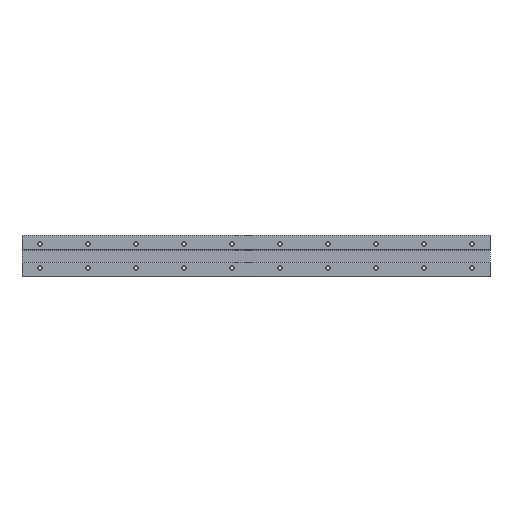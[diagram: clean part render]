
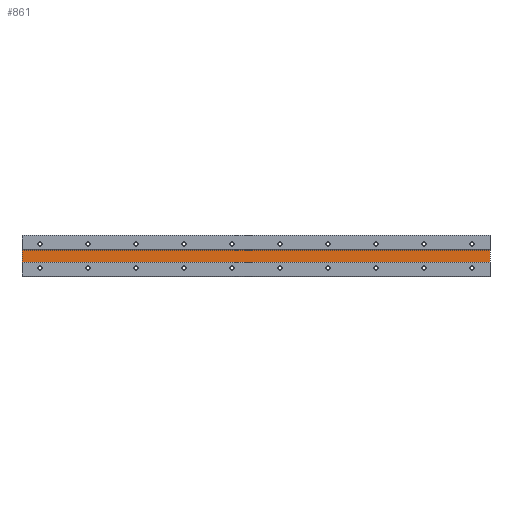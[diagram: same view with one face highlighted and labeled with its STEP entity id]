
A CAD part, front view. The second image highlights one B-rep face of the part: STEP entity #861.
In plain terms, the highlighted planar face has unit normal (0, -1, 0).
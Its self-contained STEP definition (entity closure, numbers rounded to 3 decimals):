
#287 = DIRECTION ( 'NONE',  ( 0., 1., 0. ) ) ;
#484 = VERTEX_POINT ( 'NONE', #2375 ) ;
#621 = LINE ( 'NONE', #2250, #4096 ) ;
#861 = ADVANCED_FACE ( 'NONE', ( #2204 ), #1887, .F. ) ;
#868 = LINE ( 'NONE', #1240, #4150 ) ;
#930 = DIRECTION ( 'NONE',  ( 0., 0., 1. ) ) ;
#998 = LINE ( 'NONE', #3935, #2286 ) ;
#1240 = CARTESIAN_POINT ( 'NONE',  ( 750., 1., 34.482 ) ) ;
#1258 = CARTESIAN_POINT ( 'NONE',  ( -30., 1., -10. ) ) ;
#1382 = LINE ( 'NONE', #2682, #3501 ) ;
#1767 = DIRECTION ( 'NONE',  ( 1., 0., 0. ) ) ;
#1887 = PLANE ( 'NONE',  #2222 ) ;
#1914 = ORIENTED_EDGE ( 'NONE', *, *, #3037, .F. ) ;
#2204 = FACE_OUTER_BOUND ( 'NONE', #3419, .T. ) ;
#2222 = AXIS2_PLACEMENT_3D ( 'NONE', #3176, #287, #930 ) ;
#2250 = CARTESIAN_POINT ( 'NONE',  ( 750., 1., -10. ) ) ;
#2254 = EDGE_CURVE ( 'NONE', #3692, #2401, #868, .T. ) ;
#2286 = VECTOR ( 'NONE', #2905, 1000. ) ;
#2375 = CARTESIAN_POINT ( 'NONE',  ( -30., 1., 10. ) ) ;
#2401 = VERTEX_POINT ( 'NONE', #2569 ) ;
#2547 = VERTEX_POINT ( 'NONE', #1258 ) ;
#2563 = CARTESIAN_POINT ( 'NONE',  ( 750., 1., 10. ) ) ;
#2569 = CARTESIAN_POINT ( 'NONE',  ( 750., 1., -10. ) ) ;
#2682 = CARTESIAN_POINT ( 'NONE',  ( 750., 1., 10. ) ) ;
#2905 = DIRECTION ( 'NONE',  ( 0., 0., -1. ) ) ;
#2991 = ORIENTED_EDGE ( 'NONE', *, *, #3204, .T. ) ;
#3037 = EDGE_CURVE ( 'NONE', #484, #3692, #1382, .T. ) ;
#3176 = CARTESIAN_POINT ( 'NONE',  ( 750., 1., 10. ) ) ;
#3184 = EDGE_CURVE ( 'NONE', #2547, #2401, #621, .T. ) ;
#3204 = EDGE_CURVE ( 'NONE', #484, #2547, #998, .T. ) ;
#3419 = EDGE_LOOP ( 'NONE', ( #3802, #4153, #1914, #2991 ) ) ;
#3501 = VECTOR ( 'NONE', #1767, 1000. ) ;
#3692 = VERTEX_POINT ( 'NONE', #2563 ) ;
#3802 = ORIENTED_EDGE ( 'NONE', *, *, #3184, .T. ) ;
#3869 = DIRECTION ( 'NONE',  ( 1., 0., 0. ) ) ;
#3935 = CARTESIAN_POINT ( 'NONE',  ( -30., 1., 34.482 ) ) ;
#4096 = VECTOR ( 'NONE', #3869, 1000. ) ;
#4122 = DIRECTION ( 'NONE',  ( 0., 0., -1. ) ) ;
#4150 = VECTOR ( 'NONE', #4122, 1000. ) ;
#4153 = ORIENTED_EDGE ( 'NONE', *, *, #2254, .F. ) ;
